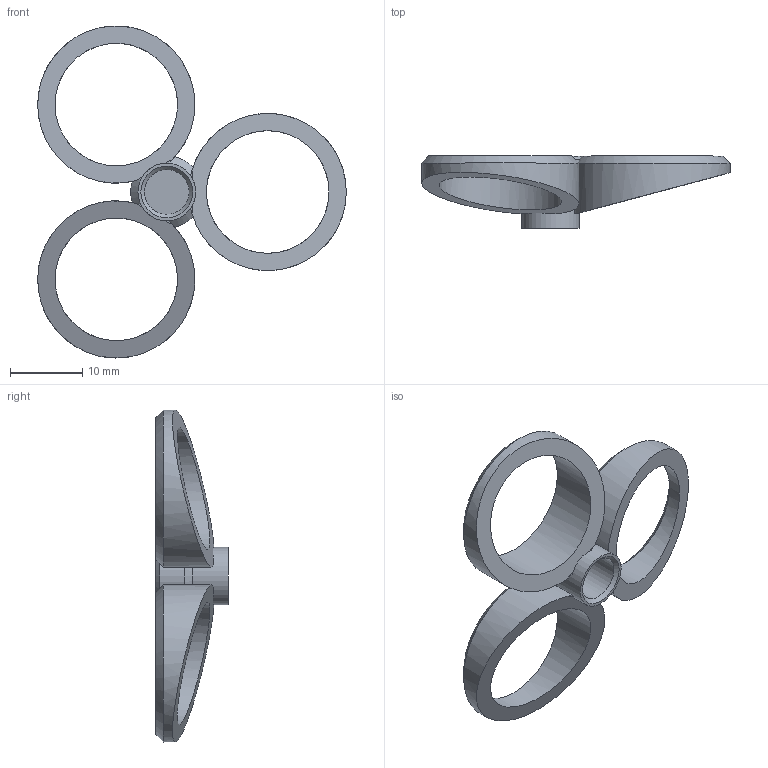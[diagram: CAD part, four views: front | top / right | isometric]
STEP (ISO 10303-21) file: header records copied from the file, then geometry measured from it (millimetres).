
FILE_DESCRIPTION(/* description */ (''),/* implementation_level */ '2;1');
FILE_NAME(/* name */ '3D Printer Nob Des 1 v4.step',/* time_stamp */ '2020-10-02T18:49:45-04:00',/* author */ (''),/* organization */ (''),/* preprocessor_version */ 'ST-DEVELOPER v18.1',/* originating_system */ 'Autodesk Translation Framework v9.3.0.1241',/* authorisation */ '');
FILE_SCHEMA (('AUTOMOTIVE_DESIGN { 1 0 10303 214 3 1 1 }'));
Length unit declared in the file: millimetre
Products named in the file (1): 3D Printer Nob Des 1
Bounding box: 42.8 x 10 x 46.05 mm (x, y, z)
Volume: 2478.7 mm3; surface area: 3445.7 mm2
Topology: 5 solids, 5 shells, 36 faces, 70 edges, 44 vertices
Faces by surface type: plane 16, cylinder 13, cone 7
Full cylindrical faces by diameter (mm): 6.2 x1, 8 x2, 10 x1, 17 x3
Entity records: 1009 total; most frequent: CARTESIAN_POINT 190, DIRECTION 182, ORIENTED_EDGE 140, AXIS2_PLACEMENT_3D 78, EDGE_CURVE 70, EDGE_LOOP 44, VERTEX_POINT 44, FACE_OUTER_BOUND 36
